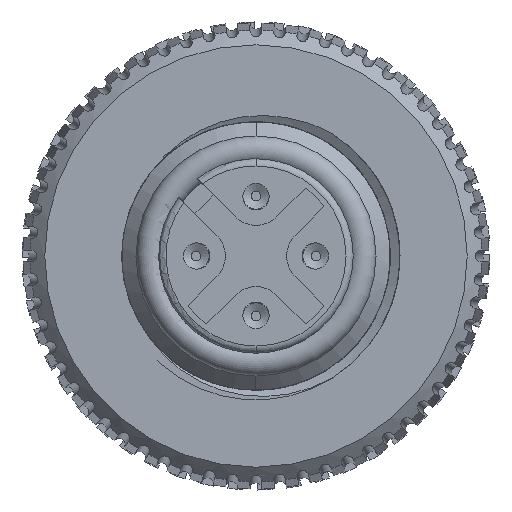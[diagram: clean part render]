
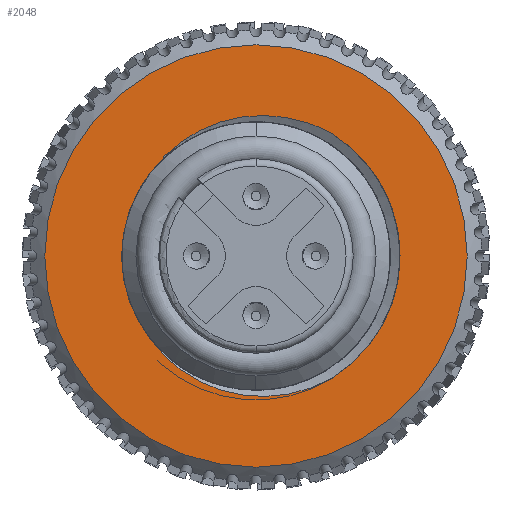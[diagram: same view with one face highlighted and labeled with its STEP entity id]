
A CAD part, left-side view. The second image highlights one B-rep face of the part: STEP entity #2048.
In plain terms, the highlighted planar face has unit normal (-1, 0, 0).
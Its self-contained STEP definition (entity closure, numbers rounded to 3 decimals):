
#2048=ADVANCED_FACE('',(#3209,#3210),#2586,.F.);
#2586=PLANE('',#9538);
#2945=B_SPLINE_CURVE_WITH_KNOTS('',3,(#14000,#14001,#14002,#14003,#14004,
#14005),.UNSPECIFIED.,.F.,.F.,(4,2,4),(0.,0.5,1.),.UNSPECIFIED.);
#2946=B_SPLINE_CURVE_WITH_KNOTS('',3,(#14009,#14010,#14011,#14012,#14013,
#14014),.UNSPECIFIED.,.F.,.F.,(4,2,4),(0.,0.5,1.),.UNSPECIFIED.);
#3209=FACE_BOUND('',#3276,.T.);
#3210=FACE_BOUND('',#3277,.T.);
#3276=EDGE_LOOP('',(#4066,#4067,#4068,#4069));
#3277=EDGE_LOOP('',(#4070));
#4066=ORIENTED_EDGE('',*,*,#7809,.T.);
#4067=ORIENTED_EDGE('',*,*,#7810,.T.);
#4068=ORIENTED_EDGE('',*,*,#7811,.F.);
#4069=ORIENTED_EDGE('',*,*,#7812,.T.);
#4070=ORIENTED_EDGE('',*,*,#7813,.T.);
#6894=VERTEX_POINT('',#13998);
#6895=VERTEX_POINT('',#13999);
#6896=VERTEX_POINT('',#14006);
#6897=VERTEX_POINT('',#14008);
#6898=VERTEX_POINT('',#14016);
#7809=EDGE_CURVE('',#6894,#6895,#9061,.T.);
#7810=EDGE_CURVE('',#6895,#6896,#2945,.T.);
#7811=EDGE_CURVE('',#6897,#6896,#9062,.T.);
#7812=EDGE_CURVE('',#6897,#6894,#2946,.T.);
#7813=EDGE_CURVE('',#6898,#6898,#9063,.T.);
#9061=CIRCLE('',#9535,6.);
#9062=CIRCLE('',#9536,5.6);
#9063=CIRCLE('',#9537,8.8);
#9535=AXIS2_PLACEMENT_3D('',#13997,#10778,#10779);
#9536=AXIS2_PLACEMENT_3D('',#14007,#10780,#10781);
#9537=AXIS2_PLACEMENT_3D('',#14015,#10782,#10783);
#9538=AXIS2_PLACEMENT_3D('',#14017,#10784,#10785);
#10778=DIRECTION('',(1.,0.,0.));
#10779=DIRECTION('',(0.,0.,-1.));
#10780=DIRECTION('',(-1.,0.,0.));
#10781=DIRECTION('',(0.,0.,-1.));
#10782=DIRECTION('',(-1.,0.,0.));
#10783=DIRECTION('',(0.,0.,-1.));
#10784=DIRECTION('',(1.,0.,0.));
#10785=DIRECTION('',(0.,0.,1.));
#13997=CARTESIAN_POINT('',(5.5,0.,0.));
#13998=CARTESIAN_POINT('',(5.5,-3.133,5.117));
#13999=CARTESIAN_POINT('',(5.5,-3.133,-5.117));
#14000=CARTESIAN_POINT('',(5.5,-3.133,-5.117));
#14001=CARTESIAN_POINT('',(5.5,-1.893,-5.8));
#14002=CARTESIAN_POINT('',(5.5,-0.416,-6.019));
#14003=CARTESIAN_POINT('',(5.5,2.313,-5.432));
#14004=CARTESIAN_POINT('',(5.5,3.572,-4.625));
#14005=CARTESIAN_POINT('',(5.5,4.394,-3.472));
#14006=CARTESIAN_POINT('',(5.5,4.394,-3.472));
#14007=CARTESIAN_POINT('',(5.5,0.,0.));
#14008=CARTESIAN_POINT('',(5.5,4.394,3.472));
#14009=CARTESIAN_POINT('',(5.5,4.394,3.472));
#14010=CARTESIAN_POINT('',(5.5,3.572,4.625));
#14011=CARTESIAN_POINT('',(5.5,2.312,5.433));
#14012=CARTESIAN_POINT('',(5.5,-0.419,6.019));
#14013=CARTESIAN_POINT('',(5.5,-1.893,5.8));
#14014=CARTESIAN_POINT('',(5.5,-3.133,5.117));
#14015=CARTESIAN_POINT('',(5.5,0.,0.));
#14016=CARTESIAN_POINT('',(5.5,0.,-8.8));
#14017=CARTESIAN_POINT('',(5.5,0.,0.));
